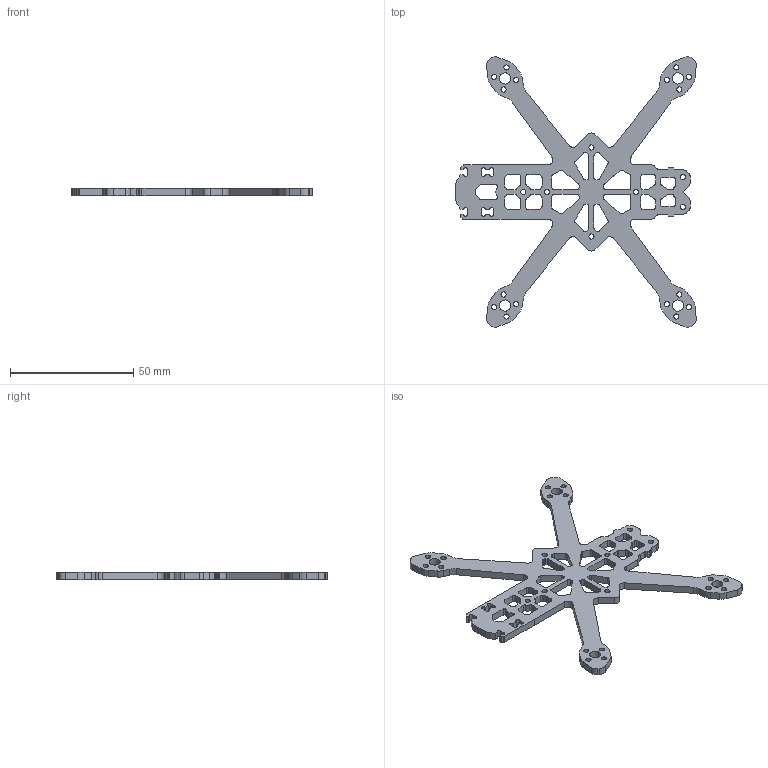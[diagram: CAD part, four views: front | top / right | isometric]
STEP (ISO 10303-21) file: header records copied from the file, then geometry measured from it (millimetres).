
FILE_DESCRIPTION(/* description */ ('','CAx-IF Rec.Pracs.---Representation and Presentation of Product Manufacturing Information (PMI)---4.0---2014-10-13'),/* implementation_level */ '2;1');
FILE_NAME(/* name */ 'JeNo Pocket Mark I - Bottom.step',/* time_stamp */ '2025-01-24T18:15:30+01:00',/* author */ (''),/* organization */ (''),/* preprocessor_version */ 'ST-DEVELOPER v20',/* originating_system */ 'Autodesk Translation Framework v13.20.0.188',/* authorisation */ '');
FILE_SCHEMA (('AP242_MANAGED_MODEL_BASED_3D_ENGINEERING_MIM_LF { 1 0 10303 442 1 1 4 }'));
Length unit declared in the file: millimetre
Products named in the file (1): JeNo Pocket Mark I - Bottom
Bounding box: 97.49 x 109.53 x 3 mm (x, y, z)
Volume: 9592.6 mm3; surface area: 10344.7 mm2
Topology: 1 solids, 1 shells, 400 faces, 1194 edges, 796 vertices
Faces by surface type: cylinder 217, plane 183
Full cylindrical faces by diameter (mm): 2.1 x23, 4.5 x4
Entity records: 13809 total; most frequent: DIRECTION 2430, CARTESIAN_POINT 2391, ORIENTED_EDGE 2388, EDGE_CURVE 1194, AXIS2_PLACEMENT_3D 835, VERTEX_POINT 796, LINE 760, VECTOR 760
